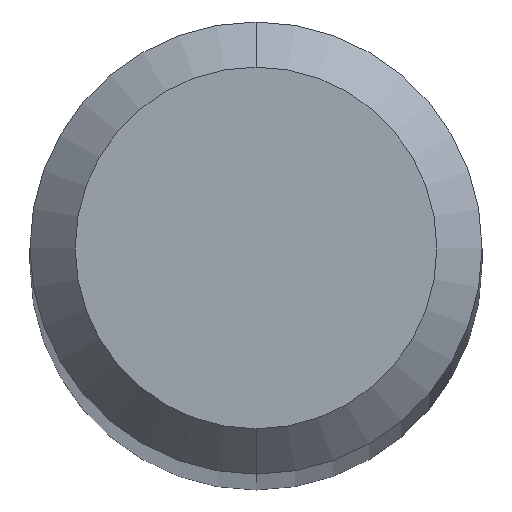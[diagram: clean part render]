
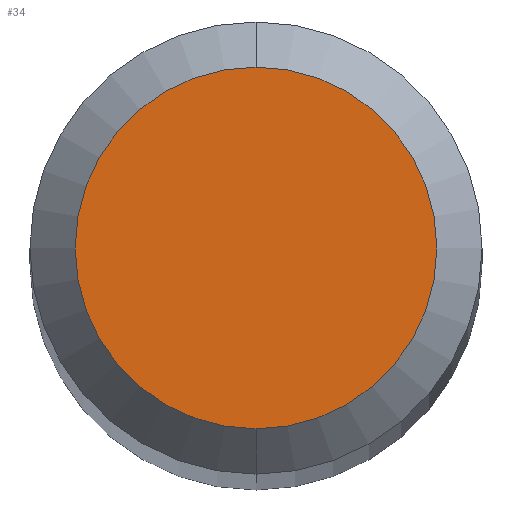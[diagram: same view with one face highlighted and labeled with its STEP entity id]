
A CAD part, top view. The second image highlights one B-rep face of the part: STEP entity #34.
In plain terms, the highlighted planar face has unit normal (0, 0, 1).
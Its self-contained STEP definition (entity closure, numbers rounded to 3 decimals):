
#3 = DIRECTION ( 'NONE',  ( 0., 0., 1. ) ) ;
#18 = CARTESIAN_POINT ( 'NONE',  ( 0., 0., 0. ) ) ;
#21 = EDGE_LOOP ( 'NONE', ( #192, #43 ) ) ;
#31 = DIRECTION ( 'NONE',  ( 0., 0., -1. ) ) ;
#34 = ADVANCED_FACE ( 'NONE', ( #41 ), #194, .F. ) ;
#41 = FACE_OUTER_BOUND ( 'NONE', #21, .T. ) ;
#43 = ORIENTED_EDGE ( 'NONE', *, *, #80, .T. ) ;
#65 = CARTESIAN_POINT ( 'NONE',  ( 0., -1.636, 0. ) ) ;
#67 = CIRCLE ( 'NONE', #195, 1.636 ) ;
#80 = EDGE_CURVE ( 'NONE', #185, #107, #171, .T. ) ;
#87 = EDGE_CURVE ( 'NONE', #107, #185, #67, .T. ) ;
#90 = CARTESIAN_POINT ( 'NONE',  ( 0., 0., 0. ) ) ;
#98 = AXIS2_PLACEMENT_3D ( 'NONE', #163, #31, #140 ) ;
#106 = CARTESIAN_POINT ( 'NONE',  ( 0., 1.636, 0. ) ) ;
#107 = VERTEX_POINT ( 'NONE', #106 ) ;
#109 = AXIS2_PLACEMENT_3D ( 'NONE', #90, #208, #178 ) ;
#140 = DIRECTION ( 'NONE',  ( 0., 1., 0. ) ) ;
#163 = CARTESIAN_POINT ( 'NONE',  ( 0., 2.045, 0. ) ) ;
#171 = CIRCLE ( 'NONE', #109, 1.636 ) ;
#178 = DIRECTION ( 'NONE',  ( 0., 1., 0. ) ) ;
#185 = VERTEX_POINT ( 'NONE', #65 ) ;
#190 = DIRECTION ( 'NONE',  ( 0., 1., 0. ) ) ;
#192 = ORIENTED_EDGE ( 'NONE', *, *, #87, .T. ) ;
#194 = PLANE ( 'NONE',  #98 ) ;
#195 = AXIS2_PLACEMENT_3D ( 'NONE', #18, #3, #190 ) ;
#208 = DIRECTION ( 'NONE',  ( 0., 0., 1. ) ) ;
